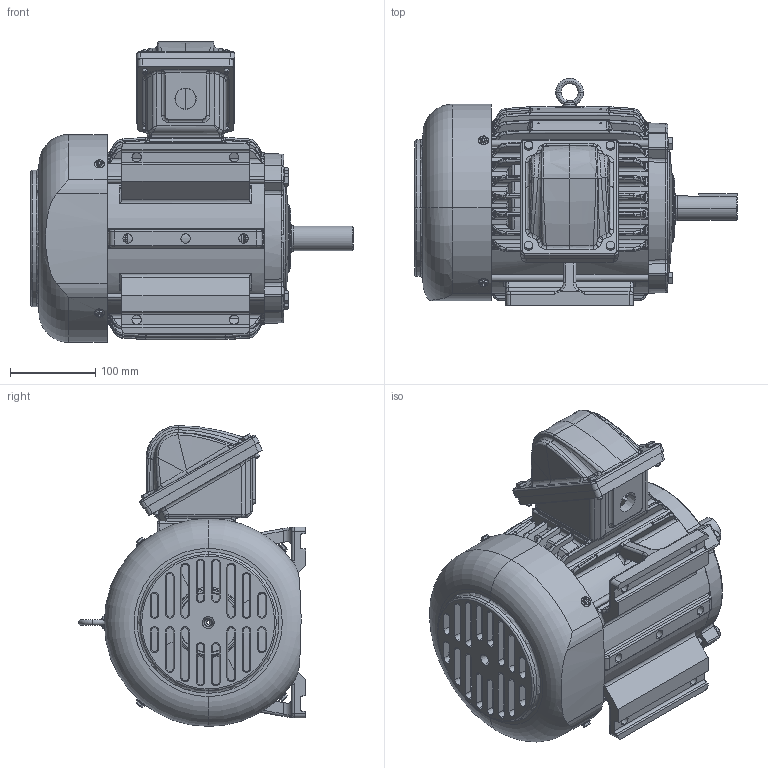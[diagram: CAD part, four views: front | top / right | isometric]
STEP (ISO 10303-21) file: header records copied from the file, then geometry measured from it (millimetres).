
FILE_DESCRIPTION(('CATIA V5 STEP Exchange'),'2;1');
FILE_NAME('31043A296--AEHHXV 182T.stp','2017-11-09T10:24:54+00:00',('none'),('none'),'Unofficial Packaging Version','CATIA V5 STEP AP203','none');
FILE_SCHEMA(('CONFIG_CONTROL_DESIGN'));
Length unit declared in the file: millimetre
Products named in the file (1): 31043A296--AEHHXV 182T
Bounding box: 378.21 x 266.6 x 353.06 mm (x, y, z)
Volume: 3877032 mm3; surface area: 986644.9 mm2
Topology: 2 solids, 15 shells, 3264 faces, 8247 edges, 4886 vertices
Faces by surface type: bspline 1081, cylinder 676, plane 608, torus 436, cone 356, sphere 95, revolution 12
Entity records: 140226 total; most frequent: CARTESIAN_POINT 77753, ORIENTED_EDGE 16014, EDGE_CURVE 8007, DIRECTION 7973, VERTEX_POINT 4886, AXIS2_PLACEMENT_3D 4087, EDGE_LOOP 3477, ADVANCED_FACE 3264
